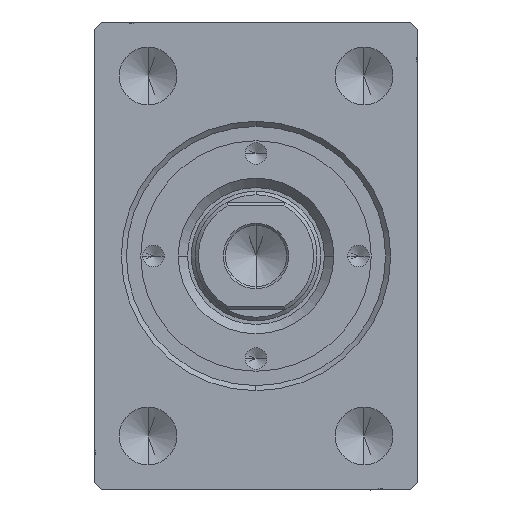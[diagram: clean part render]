
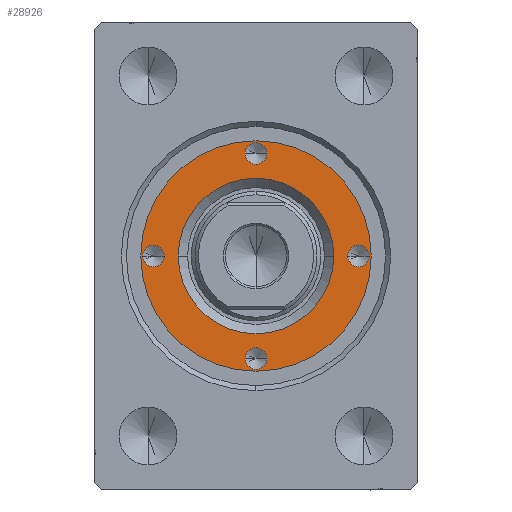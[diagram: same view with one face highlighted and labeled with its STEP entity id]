
A CAD part, left-side view. The second image highlights one B-rep face of the part: STEP entity #28926.
In plain terms, the highlighted face is planar.
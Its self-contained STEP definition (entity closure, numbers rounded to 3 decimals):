
#431 = FACE_BOUND ( 'NONE', #40023, .T. ) ;
#899 = VERTEX_POINT ( 'NONE', #22918 ) ;
#949 = DIRECTION ( 'NONE',  ( 1., 0., 0. ) ) ;
#1308 = CIRCLE ( 'NONE', #43359, 1.5 ) ;
#1335 = ORIENTED_EDGE ( 'NONE', *, *, #21532, .F. ) ;
#1572 = CIRCLE ( 'NONE', #13704, 10.8 ) ;
#1842 = EDGE_LOOP ( 'NONE', ( #11470, #15913 ) ) ;
#1988 = AXIS2_PLACEMENT_3D ( 'NONE', #42523, #38953, #11963 ) ;
#2080 = CARTESIAN_POINT ( 'NONE',  ( -16., 0., 7. ) ) ;
#2279 = EDGE_CURVE ( 'NONE', #42251, #15476, #1572, .T. ) ;
#2599 = ORIENTED_EDGE ( 'NONE', *, *, #15535, .F. ) ;
#2672 = VERTEX_POINT ( 'NONE', #30836 ) ;
#2755 = DIRECTION ( 'NONE',  ( 0., 0., 1. ) ) ;
#2846 = CARTESIAN_POINT ( 'NONE',  ( 0., 14.25, 7. ) ) ;
#2869 = CARTESIAN_POINT ( 'NONE',  ( 0., 0., 7. ) ) ;
#3510 = DIRECTION ( 'NONE',  ( 1., 0., 0. ) ) ;
#3802 = CIRCLE ( 'NONE', #36598, 1.5 ) ;
#3824 = ORIENTED_EDGE ( 'NONE', *, *, #19213, .T. ) ;
#4480 = AXIS2_PLACEMENT_3D ( 'NONE', #17306, #40944, #41600 ) ;
#4813 = AXIS2_PLACEMENT_3D ( 'NONE', #2869, #32750, #30070 ) ;
#4863 = CARTESIAN_POINT ( 'NONE',  ( -12.75, 0., 7. ) ) ;
#5776 = VERTEX_POINT ( 'NONE', #8397 ) ;
#5919 = CIRCLE ( 'NONE', #8042, 1.5 ) ;
#6260 = CIRCLE ( 'NONE', #1988, 16. ) ;
#6361 = DIRECTION ( 'NONE',  ( 0., 0., 1. ) ) ;
#7339 = ORIENTED_EDGE ( 'NONE', *, *, #2279, .T. ) ;
#7533 = ORIENTED_EDGE ( 'NONE', *, *, #20356, .T. ) ;
#7742 = CARTESIAN_POINT ( 'NONE',  ( 12.75, 0., 7. ) ) ;
#8042 = AXIS2_PLACEMENT_3D ( 'NONE', #35719, #16317, #9850 ) ;
#8397 = CARTESIAN_POINT ( 'NONE',  ( 15.75, 0., 7. ) ) ;
#8491 = AXIS2_PLACEMENT_3D ( 'NONE', #17468, #31059, #41327 ) ;
#8874 = CIRCLE ( 'NONE', #21666, 1.5 ) ;
#9516 = VERTEX_POINT ( 'NONE', #23105 ) ;
#9850 = DIRECTION ( 'NONE',  ( 1., 0., 0. ) ) ;
#9978 = DIRECTION ( 'NONE',  ( 1., 0., 0. ) ) ;
#10525 = CIRCLE ( 'NONE', #4813, 16. ) ;
#10691 = FACE_BOUND ( 'NONE', #36561, .T. ) ;
#11313 = VERTEX_POINT ( 'NONE', #7742 ) ;
#11470 = ORIENTED_EDGE ( 'NONE', *, *, #26042, .F. ) ;
#11963 = DIRECTION ( 'NONE',  ( 1., 0., 0. ) ) ;
#13061 = CARTESIAN_POINT ( 'NONE',  ( 0., -14.25, 7. ) ) ;
#13309 = EDGE_CURVE ( 'NONE', #899, #28958, #8874, .T. ) ;
#13383 = DIRECTION ( 'NONE',  ( 0., 0., 1. ) ) ;
#13704 = AXIS2_PLACEMENT_3D ( 'NONE', #14352, #27964, #33989 ) ;
#14019 = AXIS2_PLACEMENT_3D ( 'NONE', #17688, #14334, #949 ) ;
#14254 = DIRECTION ( 'NONE',  ( 0., 0., 1. ) ) ;
#14334 = DIRECTION ( 'NONE',  ( 0., 0., 1. ) ) ;
#14352 = CARTESIAN_POINT ( 'NONE',  ( 0., 0., 7. ) ) ;
#15439 = VERTEX_POINT ( 'NONE', #32704 ) ;
#15476 = VERTEX_POINT ( 'NONE', #25568 ) ;
#15535 = EDGE_CURVE ( 'NONE', #2672, #35740, #30397, .T. ) ;
#15913 = ORIENTED_EDGE ( 'NONE', *, *, #36023, .F. ) ;
#16317 = DIRECTION ( 'NONE',  ( 0., 0., 1. ) ) ;
#16360 = CARTESIAN_POINT ( 'NONE',  ( 14.25, 0., 7. ) ) ;
#16899 = CARTESIAN_POINT ( 'NONE',  ( 0., 14.25, 7. ) ) ;
#17175 = DIRECTION ( 'NONE',  ( 1., 0., 0. ) ) ;
#17287 = VERTEX_POINT ( 'NONE', #32898 ) ;
#17306 = CARTESIAN_POINT ( 'NONE',  ( 0., 0., 7. ) ) ;
#17391 = CARTESIAN_POINT ( 'NONE',  ( 1.5, -14.25, 7. ) ) ;
#17468 = CARTESIAN_POINT ( 'NONE',  ( -14.25, 0., 7. ) ) ;
#17688 = CARTESIAN_POINT ( 'NONE',  ( -14.25, 0., 7. ) ) ;
#17726 = ORIENTED_EDGE ( 'NONE', *, *, #40759, .F. ) ;
#17762 = CIRCLE ( 'NONE', #8491, 1.5 ) ;
#17826 = FACE_BOUND ( 'NONE', #1842, .T. ) ;
#18353 = EDGE_CURVE ( 'NONE', #28958, #899, #20501, .T. ) ;
#19213 = EDGE_CURVE ( 'NONE', #17287, #39695, #10525, .T. ) ;
#20356 = EDGE_CURVE ( 'NONE', #39695, #17287, #6260, .T. ) ;
#20449 = CARTESIAN_POINT ( 'NONE',  ( 10.8, 0., 7. ) ) ;
#20501 = CIRCLE ( 'NONE', #30461, 1.5 ) ;
#20962 = FACE_OUTER_BOUND ( 'NONE', #40796, .T. ) ;
#21179 = FACE_BOUND ( 'NONE', #23095, .T. ) ;
#21532 = EDGE_CURVE ( 'NONE', #11313, #5776, #1308, .T. ) ;
#21581 = CIRCLE ( 'NONE', #4480, 10.8 ) ;
#21666 = AXIS2_PLACEMENT_3D ( 'NONE', #37033, #13383, #26996 ) ;
#22810 = CIRCLE ( 'NONE', #38447, 1.5 ) ;
#22918 = CARTESIAN_POINT ( 'NONE',  ( -1.5, -14.25, 7. ) ) ;
#23095 = EDGE_LOOP ( 'NONE', ( #17726, #1335 ) ) ;
#23105 = CARTESIAN_POINT ( 'NONE',  ( 1.5, 14.25, 7. ) ) ;
#24244 = EDGE_CURVE ( 'NONE', #35740, #2672, #17762, .T. ) ;
#25568 = CARTESIAN_POINT ( 'NONE',  ( -10.8, 0., 7. ) ) ;
#26042 = EDGE_CURVE ( 'NONE', #9516, #15439, #22810, .T. ) ;
#26426 = ORIENTED_EDGE ( 'NONE', *, *, #13309, .F. ) ;
#26996 = DIRECTION ( 'NONE',  ( 1., 0., 0. ) ) ;
#27964 = DIRECTION ( 'NONE',  ( 0., 0., -1. ) ) ;
#28926 = ADVANCED_FACE ( 'NONE', ( #431, #17826, #21179, #10691, #34335, #20962 ), #31198, .T. ) ;
#28958 = VERTEX_POINT ( 'NONE', #17391 ) ;
#29813 = ORIENTED_EDGE ( 'NONE', *, *, #24244, .F. ) ;
#30070 = DIRECTION ( 'NONE',  ( 1., 0., 0. ) ) ;
#30397 = CIRCLE ( 'NONE', #14019, 1.5 ) ;
#30461 = AXIS2_PLACEMENT_3D ( 'NONE', #13061, #6361, #43627 ) ;
#30836 = CARTESIAN_POINT ( 'NONE',  ( -15.75, 0., 7. ) ) ;
#31059 = DIRECTION ( 'NONE',  ( 0., 0., 1. ) ) ;
#31198 = PLANE ( 'NONE',  #43512 ) ;
#32704 = CARTESIAN_POINT ( 'NONE',  ( -1.5, 14.25, 7. ) ) ;
#32750 = DIRECTION ( 'NONE',  ( 0., 0., 1. ) ) ;
#32898 = CARTESIAN_POINT ( 'NONE',  ( 16., 0., 7. ) ) ;
#33989 = DIRECTION ( 'NONE',  ( 1., 0., 0. ) ) ;
#34054 = DIRECTION ( 'NONE',  ( 0., 0., 1. ) ) ;
#34335 = FACE_BOUND ( 'NONE', #37467, .T. ) ;
#34773 = CARTESIAN_POINT ( 'NONE',  ( 0., 0., 7. ) ) ;
#35719 = CARTESIAN_POINT ( 'NONE',  ( 14.25, 0., 7. ) ) ;
#35740 = VERTEX_POINT ( 'NONE', #4863 ) ;
#36023 = EDGE_CURVE ( 'NONE', #15439, #9516, #3802, .T. ) ;
#36561 = EDGE_LOOP ( 'NONE', ( #41243, #26426 ) ) ;
#36598 = AXIS2_PLACEMENT_3D ( 'NONE', #16899, #34054, #3510 ) ;
#36740 = DIRECTION ( 'NONE',  ( 0., 0., 1. ) ) ;
#37033 = CARTESIAN_POINT ( 'NONE',  ( 0., -14.25, 7. ) ) ;
#37467 = EDGE_LOOP ( 'NONE', ( #7339, #43044 ) ) ;
#38447 = AXIS2_PLACEMENT_3D ( 'NONE', #2846, #36740, #9978 ) ;
#38953 = DIRECTION ( 'NONE',  ( 0., 0., 1. ) ) ;
#39695 = VERTEX_POINT ( 'NONE', #2080 ) ;
#40023 = EDGE_LOOP ( 'NONE', ( #29813, #2599 ) ) ;
#40440 = DIRECTION ( 'NONE',  ( 1., 0., 0. ) ) ;
#40759 = EDGE_CURVE ( 'NONE', #5776, #11313, #5919, .T. ) ;
#40796 = EDGE_LOOP ( 'NONE', ( #7533, #3824 ) ) ;
#40944 = DIRECTION ( 'NONE',  ( 0., 0., -1. ) ) ;
#41243 = ORIENTED_EDGE ( 'NONE', *, *, #18353, .F. ) ;
#41327 = DIRECTION ( 'NONE',  ( 1., 0., 0. ) ) ;
#41390 = EDGE_CURVE ( 'NONE', #15476, #42251, #21581, .T. ) ;
#41600 = DIRECTION ( 'NONE',  ( 1., 0., 0. ) ) ;
#42251 = VERTEX_POINT ( 'NONE', #20449 ) ;
#42523 = CARTESIAN_POINT ( 'NONE',  ( 0., 0., 7. ) ) ;
#43044 = ORIENTED_EDGE ( 'NONE', *, *, #41390, .T. ) ;
#43359 = AXIS2_PLACEMENT_3D ( 'NONE', #16360, #2755, #40440 ) ;
#43512 = AXIS2_PLACEMENT_3D ( 'NONE', #34773, #14254, #17175 ) ;
#43627 = DIRECTION ( 'NONE',  ( 1., 0., 0. ) ) ;
